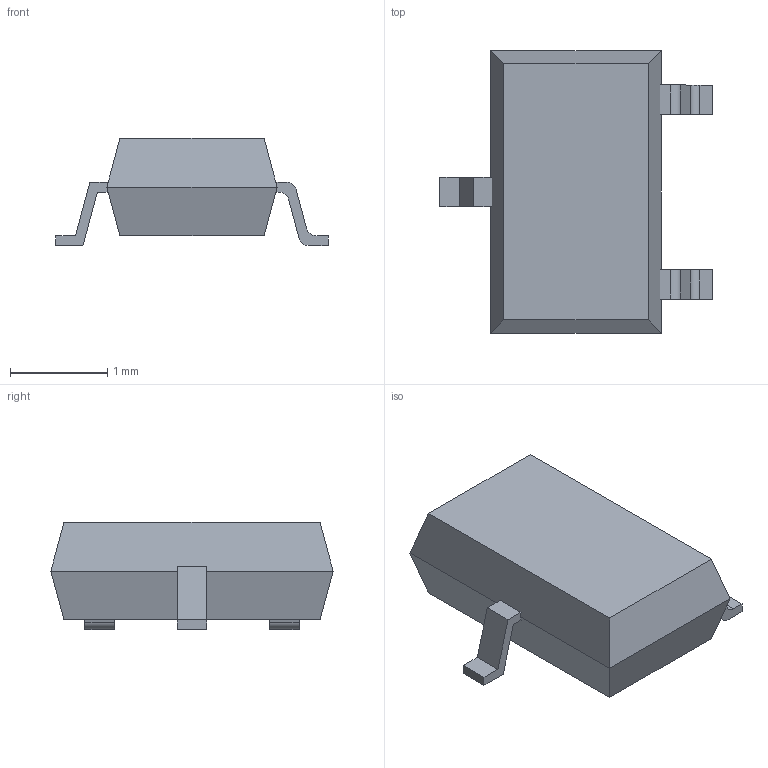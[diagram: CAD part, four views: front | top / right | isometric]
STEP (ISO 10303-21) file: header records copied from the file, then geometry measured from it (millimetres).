
FILE_DESCRIPTION(/* description */ (''),/* implementation_level */ '2;1');
FILE_NAME(/* name */ 'SOT23-3.stp',/* time_stamp */ '2020-07-10T10:36:58+02:00',/* author */ ('sawaiz'),/* organization */ (''),/* preprocessor_version */ 'ST-DEVELOPER v18.1',/* originating_system */ 'Autodesk Inventor 2020',/* authorisation */ '');
FILE_SCHEMA (('AUTOMOTIVE_DESIGN { 1 0 10303 214 3 1 1 }'));
Length unit declared in the file: millimetre
Products named in the file (1): SOT23-5
Bounding box: 2.8 x 2.9 x 1.1 mm (x, y, z)
Volume: 4.6 mm3; surface area: 19.3 mm2
Topology: 4 solids, 4 shells, 51 faces, 125 edges, 82 vertices
Faces by surface type: plane 43, cylinder 8
Entity records: 1571 total; most frequent: CARTESIAN_POINT 259, ORIENTED_EDGE 250, DIRECTION 245, EDGE_CURVE 125, LINE 109, VECTOR 109, VERTEX_POINT 82, AXIS2_PLACEMENT_3D 68
